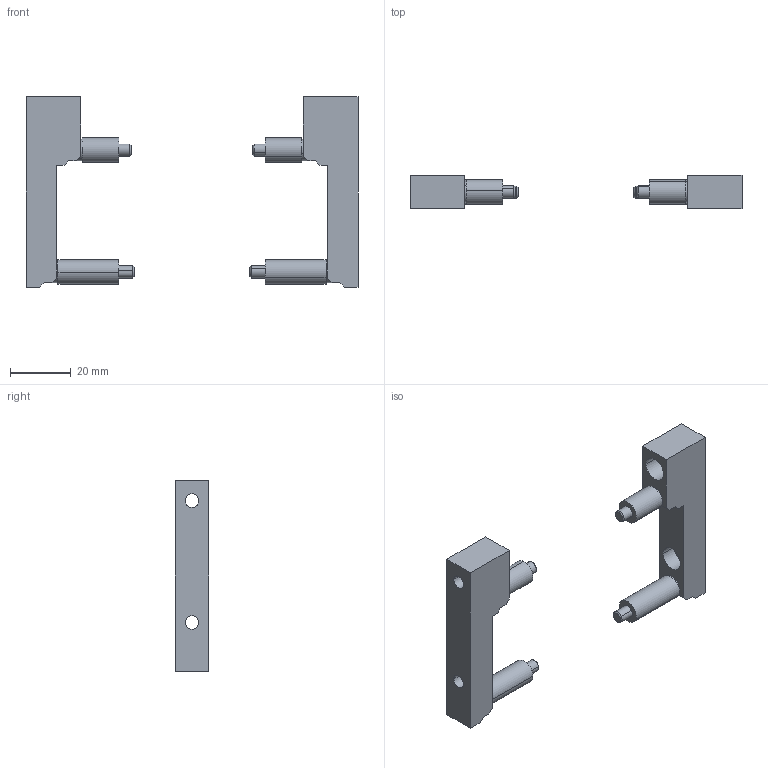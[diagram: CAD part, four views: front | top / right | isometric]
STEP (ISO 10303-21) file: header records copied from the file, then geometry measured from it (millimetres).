
FILE_DESCRIPTION (( 'STEP AP203' ), '1' );
FILE_NAME ('P1005.STEP', '2018-11-28T15:08:08', ( '' ), ( '' ), 'SwSTEP 2.0', 'SolidWorks 2017', '' );
FILE_SCHEMA (( 'CONFIG_CONTROL_DESIGN' ));
Length unit declared in the file: millimetre
Products named in the file (1): P1005
Bounding box: 109 x 11 x 62.5 mm (x, y, z)
Volume: 18311.6 mm3; surface area: 12418.8 mm2
Topology: 10 solids, 10 shells, 168 faces, 384 edges, 248 vertices
Faces by surface type: plane 100, cylinder 52, cone 8, torus 8
Entity records: 4815 total; most frequent: DIRECTION 850, CARTESIAN_POINT 801, ORIENTED_EDGE 768, EDGE_CURVE 384, AXIS2_PLACEMENT_3D 297, LINE 256, VECTOR 256, VERTEX_POINT 248
